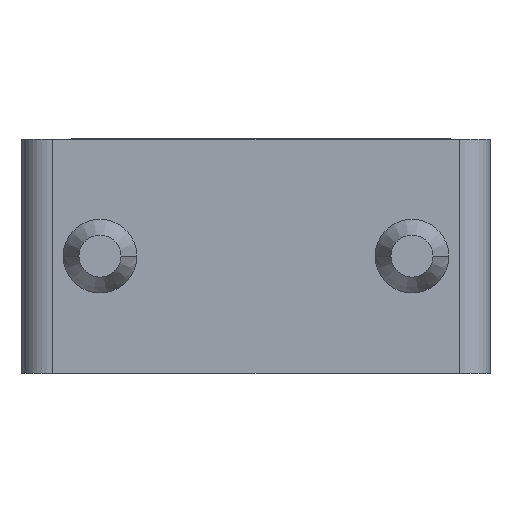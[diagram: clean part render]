
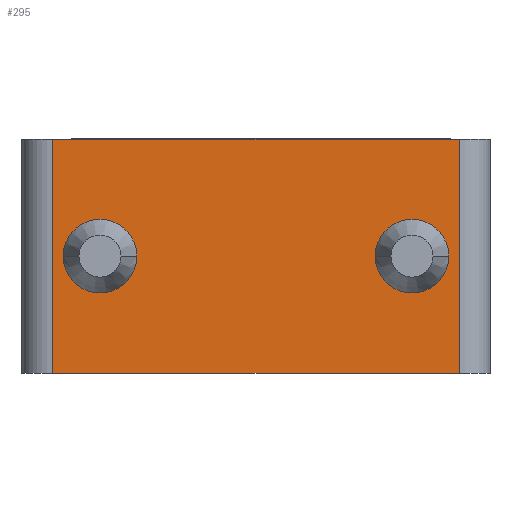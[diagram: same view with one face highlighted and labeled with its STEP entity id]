
A CAD part, front view. The second image highlights one B-rep face of the part: STEP entity #295.
In plain terms, the highlighted planar face has unit normal (0, -1, 0).
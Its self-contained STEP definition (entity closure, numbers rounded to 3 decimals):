
#15 = ORIENTED_EDGE ( 'NONE', *, *, #2734, .F. ) ;
#27 = CIRCLE ( 'NONE', #2276, 0.6 ) ;
#78 = CARTESIAN_POINT ( 'NONE',  ( -2.54, -3.81, -1.905 ) ) ;
#95 = DIRECTION ( 'NONE',  ( 0., -1., 0. ) ) ;
#153 = ORIENTED_EDGE ( 'NONE', *, *, #1924, .F. ) ;
#154 = EDGE_CURVE ( 'NONE', #997, #813, #1455, .T. ) ;
#172 = CIRCLE ( 'NONE', #1635, 0.6 ) ;
#192 = EDGE_CURVE ( 'NONE', #1041, #1961, #172, .T. ) ;
#205 = DIRECTION ( 'NONE',  ( 1., 0., 0. ) ) ;
#288 = EDGE_CURVE ( 'NONE', #1632, #997, #2185, .T. ) ;
#295 = ADVANCED_FACE ( 'NONE', ( #1566, #1363, #2200 ), #2001, .T. ) ;
#356 = CARTESIAN_POINT ( 'NONE',  ( -3.31, -3.81, -3.81 ) ) ;
#431 = DIRECTION ( 'NONE',  ( 0., 0., 1. ) ) ;
#471 = DIRECTION ( 'NONE',  ( 1., 0., 0. ) ) ;
#515 = CARTESIAN_POINT ( 'NONE',  ( -1.94, -3.81, -1.905 ) ) ;
#527 = CARTESIAN_POINT ( 'NONE',  ( 2.54, -3.81, -1.905 ) ) ;
#644 = VERTEX_POINT ( 'NONE', #515 ) ;
#699 = CARTESIAN_POINT ( 'NONE',  ( 2.54, -3.81, -1.905 ) ) ;
#711 = EDGE_LOOP ( 'NONE', ( #2529, #2562, #15, #2028 ) ) ;
#763 = ORIENTED_EDGE ( 'NONE', *, *, #1742, .F. ) ;
#765 = DIRECTION ( 'NONE',  ( 1., 0., 0. ) ) ;
#766 = LINE ( 'NONE', #1610, #2402 ) ;
#774 = CARTESIAN_POINT ( 'NONE',  ( -3.14, -3.81, -1.905 ) ) ;
#813 = VERTEX_POINT ( 'NONE', #1465 ) ;
#853 = CARTESIAN_POINT ( 'NONE',  ( -3.31, -3.81, 0. ) ) ;
#854 = AXIS2_PLACEMENT_3D ( 'NONE', #78, #95, #2577 ) ;
#872 = AXIS2_PLACEMENT_3D ( 'NONE', #1909, #2495, #205 ) ;
#874 = CARTESIAN_POINT ( 'NONE',  ( -3.31, -3.81, -3.81 ) ) ;
#964 = CARTESIAN_POINT ( 'NONE',  ( 3.81, -3.81, -3.81 ) ) ;
#997 = VERTEX_POINT ( 'NONE', #1699 ) ;
#1020 = VECTOR ( 'NONE', #471, 1000. ) ;
#1041 = VERTEX_POINT ( 'NONE', #1283 ) ;
#1173 = DIRECTION ( 'NONE',  ( 0., -1., 0. ) ) ;
#1194 = ORIENTED_EDGE ( 'NONE', *, *, #192, .F. ) ;
#1283 = CARTESIAN_POINT ( 'NONE',  ( 3.14, -3.81, -1.905 ) ) ;
#1363 = FACE_BOUND ( 'NONE', #1371, .T. ) ;
#1371 = EDGE_LOOP ( 'NONE', ( #763, #1554 ) ) ;
#1413 = VERTEX_POINT ( 'NONE', #774 ) ;
#1455 = LINE ( 'NONE', #2733, #2201 ) ;
#1465 = CARTESIAN_POINT ( 'NONE',  ( 3.31, -3.81, 0. ) ) ;
#1481 = DIRECTION ( 'NONE',  ( 1., 0., 0. ) ) ;
#1552 = DIRECTION ( 'NONE',  ( 0., -1., 0. ) ) ;
#1554 = ORIENTED_EDGE ( 'NONE', *, *, #2565, .F. ) ;
#1565 = DIRECTION ( 'NONE',  ( 1., 0., 0. ) ) ;
#1566 = FACE_BOUND ( 'NONE', #2725, .T. ) ;
#1602 = VECTOR ( 'NONE', #2343, 1000. ) ;
#1610 = CARTESIAN_POINT ( 'NONE',  ( 3.81, -3.81, 0. ) ) ;
#1619 = CIRCLE ( 'NONE', #872, 0.6 ) ;
#1632 = VERTEX_POINT ( 'NONE', #356 ) ;
#1635 = AXIS2_PLACEMENT_3D ( 'NONE', #699, #1552, #1726 ) ;
#1699 = CARTESIAN_POINT ( 'NONE',  ( 3.31, -3.81, -3.81 ) ) ;
#1726 = DIRECTION ( 'NONE',  ( 1., 0., 0. ) ) ;
#1742 = EDGE_CURVE ( 'NONE', #1413, #644, #1619, .T. ) ;
#1798 = CARTESIAN_POINT ( 'NONE',  ( 1.94, -3.81, -1.905 ) ) ;
#1909 = CARTESIAN_POINT ( 'NONE',  ( -2.54, -3.81, -1.905 ) ) ;
#1924 = EDGE_CURVE ( 'NONE', #1961, #1041, #27, .T. ) ;
#1927 = LINE ( 'NONE', #874, #1602 ) ;
#1961 = VERTEX_POINT ( 'NONE', #1798 ) ;
#2001 = PLANE ( 'NONE',  #2286 ) ;
#2028 = ORIENTED_EDGE ( 'NONE', *, *, #2212, .T. ) ;
#2185 = LINE ( 'NONE', #2615, #1020 ) ;
#2200 = FACE_OUTER_BOUND ( 'NONE', #711, .T. ) ;
#2201 = VECTOR ( 'NONE', #431, 1000. ) ;
#2212 = EDGE_CURVE ( 'NONE', #2493, #1632, #1927, .T. ) ;
#2276 = AXIS2_PLACEMENT_3D ( 'NONE', #527, #2599, #1565 ) ;
#2286 = AXIS2_PLACEMENT_3D ( 'NONE', #964, #1173, #765 ) ;
#2343 = DIRECTION ( 'NONE',  ( 0., 0., -1. ) ) ;
#2402 = VECTOR ( 'NONE', #1481, 1000. ) ;
#2493 = VERTEX_POINT ( 'NONE', #853 ) ;
#2495 = DIRECTION ( 'NONE',  ( 0., -1., 0. ) ) ;
#2529 = ORIENTED_EDGE ( 'NONE', *, *, #288, .T. ) ;
#2562 = ORIENTED_EDGE ( 'NONE', *, *, #154, .T. ) ;
#2565 = EDGE_CURVE ( 'NONE', #644, #1413, #2621, .T. ) ;
#2577 = DIRECTION ( 'NONE',  ( 1., 0., 0. ) ) ;
#2599 = DIRECTION ( 'NONE',  ( 0., -1., 0. ) ) ;
#2615 = CARTESIAN_POINT ( 'NONE',  ( 3.81, -3.81, -3.81 ) ) ;
#2621 = CIRCLE ( 'NONE', #854, 0.6 ) ;
#2725 = EDGE_LOOP ( 'NONE', ( #1194, #153 ) ) ;
#2733 = CARTESIAN_POINT ( 'NONE',  ( 3.31, -3.81, -3.81 ) ) ;
#2734 = EDGE_CURVE ( 'NONE', #2493, #813, #766, .T. ) ;
